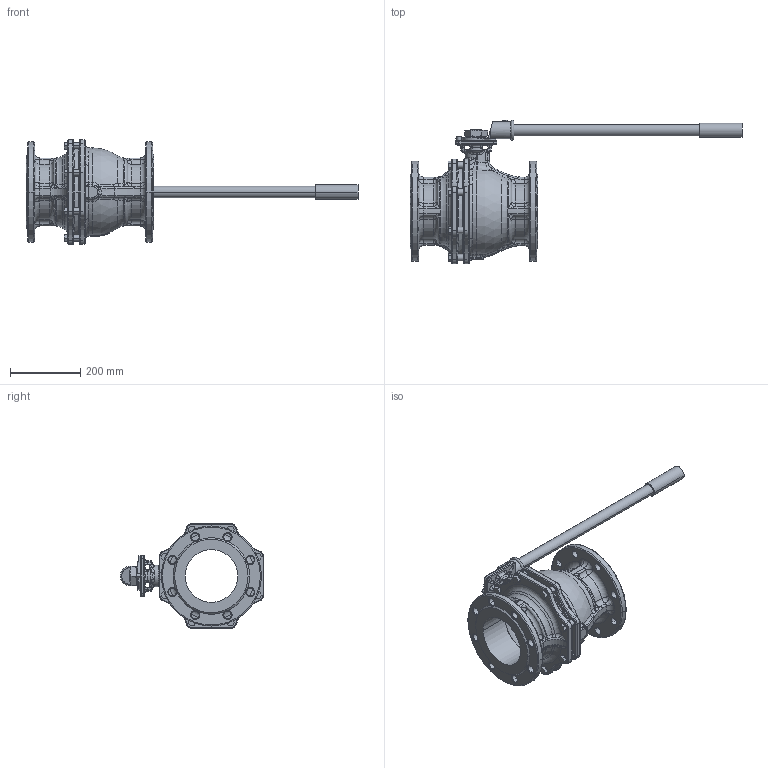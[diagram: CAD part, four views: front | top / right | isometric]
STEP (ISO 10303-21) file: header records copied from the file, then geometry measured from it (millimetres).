
FILE_DESCRIPTION((''),'2;1');
FILE_NAME('2019SD-150_ASM','2014-12-27T',('Administrator'),(''),'PRO/ENGINEER BY PARAMETRIC TECHNOLOGY CORPORATION, 2011080','PRO/ENGINEER BY PARAMETRIC TECHNOLOGY CORPORATION, 2011080','');
FILE_SCHEMA(('CONFIG_CONTROL_DESIGN'));
Products named in the file (12): 2019SD-150-M01-PN16; 2019SD-150-PN16-M02; 2019D-STME-150; STEMNUT; 2019SD-HANDLE-150; STOPPIN150; BASHOUGANGGUAN150; DIANPIAN150; LUOMU150; LUOGAN150; LUOSHI150; 2019SD-150_ASM
Assembly tree (18 placements, depth 2):
  2019SD-150_ASM
    2019SD-150-M01-PN16
    2019SD-150-PN16-M02
    2019D-STME-150
    STEMNUT
    2019SD-HANDLE-150
    STOPPIN150
    BASHOUGANGGUAN150
    DIANPIAN150
    LUOMU150
    LUOGAN150  x8
    LUOSHI150
Bounding box: 945.5 x 408.42 x 298 mm (x, y, z)
Volume: 5651523 mm3; surface area: 1043434.6 mm2
Topology: 18 solids, 18 shells, 1713 faces, 4470 edges, 2807 vertices
Faces by surface type: plane 379, cylinder 368, bspline 362, extrusion 211, torus 206, cone 127, sphere 60
Entity records: 94984 total; most frequent: CARTESIAN_POINT 57447, ORIENTED_EDGE 8596, DIRECTION 6594, EDGE_CURVE 4298, VERTEX_POINT 2695, AXIS2_PLACEMENT_3D 2616, B_SPLINE_CURVE_WITH_KNOTS 1835, EDGE_LOOP 1741
